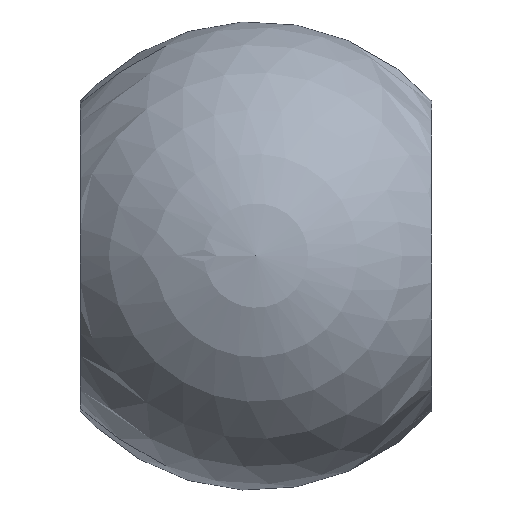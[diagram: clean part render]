
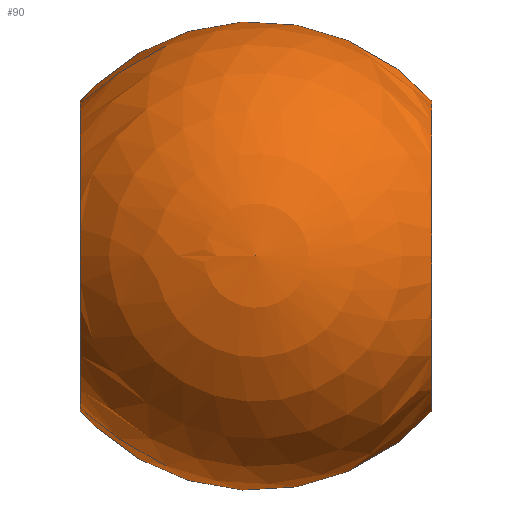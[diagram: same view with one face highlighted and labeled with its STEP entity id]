
A CAD part, top view. The second image highlights one B-rep face of the part: STEP entity #90.
In plain terms, the highlighted spherical face has radius 6 mm.
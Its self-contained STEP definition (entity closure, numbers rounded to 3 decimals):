
#15=SPHERICAL_SURFACE('',#124,6.);
#18=FACE_BOUND('',#34,.T.);
#26=FACE_OUTER_BOUND('',#33,.T.);
#33=EDGE_LOOP('',(#78,#79,#80,#81,#82,#83));
#34=EDGE_LOOP('',(#84));
#42=CIRCLE('',#120,3.969);
#43=CIRCLE('',#122,3.969);
#44=CIRCLE('',#123,3.969);
#45=CIRCLE('',#125,6.);
#46=CIRCLE('',#126,6.);
#50=VERTEX_POINT('',#169);
#51=VERTEX_POINT('',#172);
#52=VERTEX_POINT('',#173);
#53=VERTEX_POINT('',#177);
#54=VERTEX_POINT('',#179);
#60=EDGE_CURVE('',#50,#50,#42,.T.);
#61=EDGE_CURVE('',#51,#52,#43,.T.);
#62=EDGE_CURVE('',#52,#51,#44,.T.);
#63=EDGE_CURVE('',#53,#52,#45,.T.);
#64=EDGE_CURVE('',#51,#54,#46,.T.);
#78=ORIENTED_EDGE('',*,*,#61,.T.);
#79=ORIENTED_EDGE('',*,*,#63,.F.);
#80=ORIENTED_EDGE('',*,*,#63,.T.);
#81=ORIENTED_EDGE('',*,*,#62,.T.);
#82=ORIENTED_EDGE('',*,*,#64,.T.);
#83=ORIENTED_EDGE('',*,*,#64,.F.);
#84=ORIENTED_EDGE('',*,*,#60,.F.);
#90=ADVANCED_FACE('',(#26,#18),#15,.T.);
#120=AXIS2_PLACEMENT_3D('',#170,#143,#144);
#122=AXIS2_PLACEMENT_3D('',#174,#147,#148);
#123=AXIS2_PLACEMENT_3D('',#175,#149,#150);
#124=AXIS2_PLACEMENT_3D('',#176,#151,#152);
#125=AXIS2_PLACEMENT_3D('',#178,#153,#154);
#126=AXIS2_PLACEMENT_3D('',#180,#155,#156);
#143=DIRECTION('center_axis',(1.,0.,0.));
#144=DIRECTION('ref_axis',(0.,0.,-1.));
#147=DIRECTION('center_axis',(1.,0.,0.));
#148=DIRECTION('ref_axis',(0.,0.,-1.));
#149=DIRECTION('center_axis',(1.,0.,0.));
#150=DIRECTION('ref_axis',(0.,0.,-1.));
#151=DIRECTION('center_axis',(0.,0.,1.));
#152=DIRECTION('ref_axis',(1.,0.,0.));
#153=DIRECTION('center_axis',(0.,-1.,0.));
#154=DIRECTION('ref_axis',(-1.,0.,0.));
#155=DIRECTION('center_axis',(0.,-1.,0.));
#156=DIRECTION('ref_axis',(-1.,0.,0.));
#169=CARTESIAN_POINT('',(4.5,3.969,0.));
#170=CARTESIAN_POINT('Origin',(4.5,0.,0.));
#172=CARTESIAN_POINT('',(-4.5,0.,-3.969));
#173=CARTESIAN_POINT('',(-4.5,0.,3.969));
#174=CARTESIAN_POINT('Origin',(-4.5,0.,0.));
#175=CARTESIAN_POINT('Origin',(-4.5,0.,0.));
#176=CARTESIAN_POINT('Origin',(0.,0.,0.));
#177=CARTESIAN_POINT('',(0.,0.,6.));
#178=CARTESIAN_POINT('Origin',(0.,0.,0.));
#179=CARTESIAN_POINT('',(0.,0.,-6.));
#180=CARTESIAN_POINT('Origin',(0.,0.,0.));
